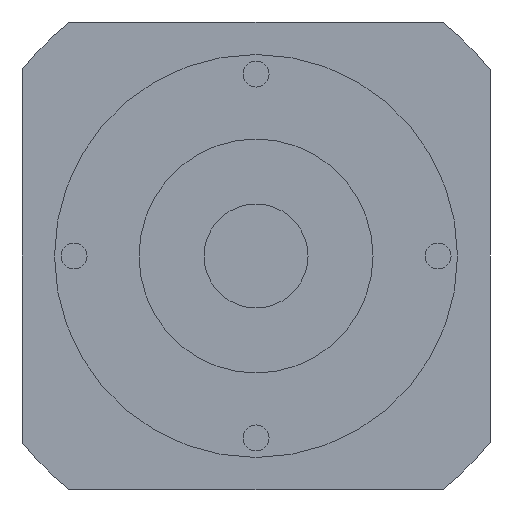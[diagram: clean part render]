
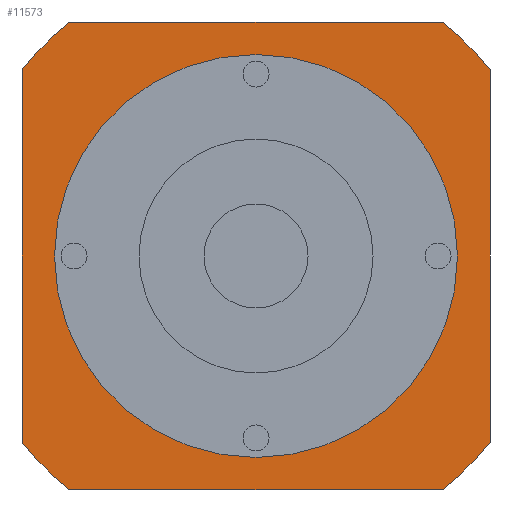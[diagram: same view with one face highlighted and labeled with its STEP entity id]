
A CAD part, front view. The second image highlights one B-rep face of the part: STEP entity #11573.
In plain terms, the highlighted planar face has unit normal (0, -1, 0).
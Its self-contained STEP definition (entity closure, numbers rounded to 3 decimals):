
#95 = ORIENTED_EDGE ( 'NONE', *, *, #1143, .T. ) ;
#203 = DIRECTION ( 'NONE',  ( 0., 0., 1. ) ) ;
#236 = ORIENTED_EDGE ( 'NONE', *, *, #13305, .T. ) ;
#564 = CARTESIAN_POINT ( 'NONE',  ( -71.589, 256.5, 90. ) ) ;
#610 = AXIS2_PLACEMENT_3D ( 'NONE', #1949, #5739, #9240 ) ;
#725 = CARTESIAN_POINT ( 'NONE',  ( 0., 256.5, 0. ) ) ;
#895 = AXIS2_PLACEMENT_3D ( 'NONE', #6744, #12907, #2058 ) ;
#913 = AXIS2_PLACEMENT_3D ( 'NONE', #725, #14016, #9202 ) ;
#1143 = EDGE_CURVE ( 'NONE', #1560, #10878, #12267, .T. ) ;
#1157 = CARTESIAN_POINT ( 'NONE',  ( 0., 256.5, 0. ) ) ;
#1349 = AXIS2_PLACEMENT_3D ( 'NONE', #1157, #14526, #15641 ) ;
#1560 = VERTEX_POINT ( 'NONE', #6884 ) ;
#1575 = ORIENTED_EDGE ( 'NONE', *, *, #11479, .F. ) ;
#1949 = CARTESIAN_POINT ( 'NONE',  ( 0., 256.5, 0. ) ) ;
#2058 = DIRECTION ( 'NONE',  ( 0., 0., -1. ) ) ;
#2098 = DIRECTION ( 'NONE',  ( 0., 0., -1. ) ) ;
#2100 = CARTESIAN_POINT ( 'NONE',  ( 0., 256.5, 0. ) ) ;
#2376 = EDGE_CURVE ( 'NONE', #7216, #7744, #9496, .T. ) ;
#2494 = DIRECTION ( 'NONE',  ( 1., 0., 0. ) ) ;
#2534 = DIRECTION ( 'NONE',  ( 0., -1., 0. ) ) ;
#2930 = VECTOR ( 'NONE', #13172, 1000. ) ;
#3114 = VECTOR ( 'NONE', #4487, 1000. ) ;
#3458 = DIRECTION ( 'NONE',  ( 0., -1., 0. ) ) ;
#4487 = DIRECTION ( 'NONE',  ( -1., 0., 0. ) ) ;
#4679 = CARTESIAN_POINT ( 'NONE',  ( -71.589, 256.5, -90. ) ) ;
#5064 = CARTESIAN_POINT ( 'NONE',  ( 0., 256.5, 0. ) ) ;
#5444 = CIRCLE ( 'NONE', #12534, 77.5 ) ;
#5581 = ORIENTED_EDGE ( 'NONE', *, *, #11451, .T. ) ;
#5739 = DIRECTION ( 'NONE',  ( 0., -1., 0. ) ) ;
#5743 = VERTEX_POINT ( 'NONE', #10993 ) ;
#5918 = DIRECTION ( 'NONE',  ( 0., 0., -1. ) ) ;
#5991 = ORIENTED_EDGE ( 'NONE', *, *, #10616, .F. ) ;
#6224 = CARTESIAN_POINT ( 'NONE',  ( -90., 256.5, 90. ) ) ;
#6280 = CARTESIAN_POINT ( 'NONE',  ( -90., 256.5, 90. ) ) ;
#6405 = ORIENTED_EDGE ( 'NONE', *, *, #9716, .F. ) ;
#6744 = CARTESIAN_POINT ( 'NONE',  ( 0., 256.5, 0. ) ) ;
#6858 = DIRECTION ( 'NONE',  ( 0., 0., -1. ) ) ;
#6884 = CARTESIAN_POINT ( 'NONE',  ( 71.589, 256.5, -90. ) ) ;
#7216 = VERTEX_POINT ( 'NONE', #14119 ) ;
#7325 = CARTESIAN_POINT ( 'NONE',  ( 90., 256.5, 90. ) ) ;
#7744 = VERTEX_POINT ( 'NONE', #4679 ) ;
#8257 = CIRCLE ( 'NONE', #913, 115. ) ;
#8351 = LINE ( 'NONE', #7325, #2930 ) ;
#8452 = CARTESIAN_POINT ( 'NONE',  ( -90., 256.5, 71.589 ) ) ;
#8512 = VERTEX_POINT ( 'NONE', #14086 ) ;
#8560 = AXIS2_PLACEMENT_3D ( 'NONE', #10494, #3458, #2098 ) ;
#8599 = ORIENTED_EDGE ( 'NONE', *, *, #15551, .F. ) ;
#9080 = CARTESIAN_POINT ( 'NONE',  ( 0., 256.5, 77.5 ) ) ;
#9202 = DIRECTION ( 'NONE',  ( 0., 0., -1. ) ) ;
#9240 = DIRECTION ( 'NONE',  ( 0., 0., -1. ) ) ;
#9496 = CIRCLE ( 'NONE', #895, 115. ) ;
#9565 = PLANE ( 'NONE',  #1349 ) ;
#9606 = VERTEX_POINT ( 'NONE', #8452 ) ;
#9716 = EDGE_CURVE ( 'NONE', #7216, #9606, #13428, .T. ) ;
#10293 = ORIENTED_EDGE ( 'NONE', *, *, #13020, .F. ) ;
#10349 = CARTESIAN_POINT ( 'NONE',  ( -90., 256.5, -90. ) ) ;
#10494 = CARTESIAN_POINT ( 'NONE',  ( 0., 256.5, 0. ) ) ;
#10616 = EDGE_CURVE ( 'NONE', #13328, #5743, #10956, .T. ) ;
#10878 = VERTEX_POINT ( 'NONE', #13236 ) ;
#10892 = ORIENTED_EDGE ( 'NONE', *, *, #12414, .F. ) ;
#10956 = LINE ( 'NONE', #6280, #13708 ) ;
#10993 = CARTESIAN_POINT ( 'NONE',  ( 71.589, 256.5, 90. ) ) ;
#11413 = VERTEX_POINT ( 'NONE', #9080 ) ;
#11451 = EDGE_CURVE ( 'NONE', #13328, #9606, #14731, .T. ) ;
#11479 = EDGE_CURVE ( 'NONE', #1560, #7744, #12794, .T. ) ;
#11573 = ADVANCED_FACE ( 'NONE', ( #12005, #11843 ), #9565, .T. ) ;
#11843 = FACE_OUTER_BOUND ( 'NONE', #12177, .T. ) ;
#12005 = FACE_BOUND ( 'NONE', #13570, .T. ) ;
#12177 = EDGE_LOOP ( 'NONE', ( #1575, #95, #10293, #236, #5991, #5581, #6405, #14999 ) ) ;
#12267 = CIRCLE ( 'NONE', #610, 115. ) ;
#12414 = EDGE_CURVE ( 'NONE', #12474, #11413, #5444, .T. ) ;
#12474 = VERTEX_POINT ( 'NONE', #13899 ) ;
#12534 = AXIS2_PLACEMENT_3D ( 'NONE', #5064, #2534, #5918 ) ;
#12794 = LINE ( 'NONE', #10349, #3114 ) ;
#12907 = DIRECTION ( 'NONE',  ( 0., -1., 0. ) ) ;
#13020 = EDGE_CURVE ( 'NONE', #8512, #10878, #8351, .T. ) ;
#13172 = DIRECTION ( 'NONE',  ( 0., 0., -1. ) ) ;
#13236 = CARTESIAN_POINT ( 'NONE',  ( 90., 256.5, -71.589 ) ) ;
#13305 = EDGE_CURVE ( 'NONE', #8512, #5743, #8257, .T. ) ;
#13328 = VERTEX_POINT ( 'NONE', #564 ) ;
#13348 = CIRCLE ( 'NONE', #8560, 77.5 ) ;
#13428 = LINE ( 'NONE', #6224, #14454 ) ;
#13570 = EDGE_LOOP ( 'NONE', ( #10892, #8599 ) ) ;
#13708 = VECTOR ( 'NONE', #2494, 1000. ) ;
#13899 = CARTESIAN_POINT ( 'NONE',  ( 0., 256.5, -77.5 ) ) ;
#14016 = DIRECTION ( 'NONE',  ( 0., -1., 0. ) ) ;
#14086 = CARTESIAN_POINT ( 'NONE',  ( 90., 256.5, 71.589 ) ) ;
#14119 = CARTESIAN_POINT ( 'NONE',  ( -90., 256.5, -71.589 ) ) ;
#14454 = VECTOR ( 'NONE', #203, 1000. ) ;
#14491 = AXIS2_PLACEMENT_3D ( 'NONE', #2100, #15392, #6858 ) ;
#14526 = DIRECTION ( 'NONE',  ( 0., -1., 0. ) ) ;
#14731 = CIRCLE ( 'NONE', #14491, 115. ) ;
#14999 = ORIENTED_EDGE ( 'NONE', *, *, #2376, .T. ) ;
#15392 = DIRECTION ( 'NONE',  ( 0., -1., 0. ) ) ;
#15551 = EDGE_CURVE ( 'NONE', #11413, #12474, #13348, .T. ) ;
#15641 = DIRECTION ( 'NONE',  ( 0., 0., -1. ) ) ;
